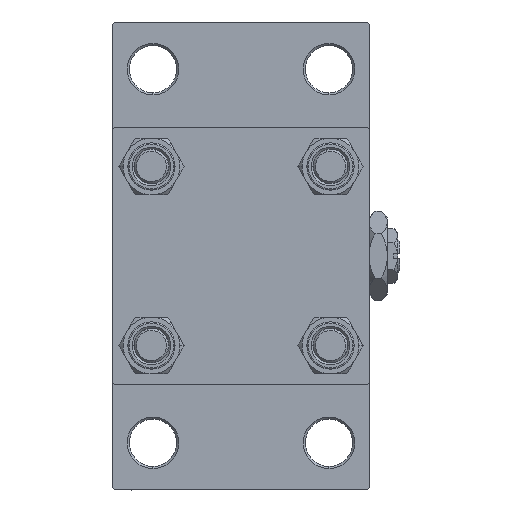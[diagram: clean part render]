
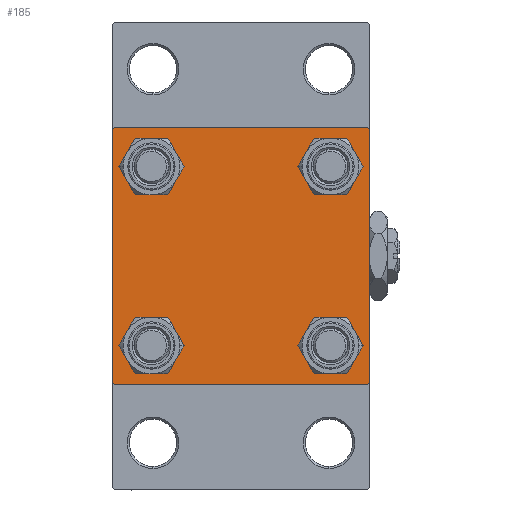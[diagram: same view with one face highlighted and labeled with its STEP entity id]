
A CAD part, left-side view. The second image highlights one B-rep face of the part: STEP entity #185.
In plain terms, the highlighted planar face has unit normal (-1, 0, 0).
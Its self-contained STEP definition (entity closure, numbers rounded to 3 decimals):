
#185 = ADVANCED_FACE ( 'NONE', ( #33271, #6762, #15494, #27499, #11988 ), #39001, .T. ) ;
#259 = EDGE_CURVE ( 'NONE', #29324, #7034, #30991, .T. ) ;
#311 = DIRECTION ( 'NONE',  ( 0., 0., 1. ) ) ;
#705 = CARTESIAN_POINT ( 'NONE',  ( 0., 20.85, -20.85 ) ) ;
#801 = ORIENTED_EDGE ( 'NONE', *, *, #259, .T. ) ;
#965 = DIRECTION ( 'NONE',  ( 0., -1., 0. ) ) ;
#1069 = CARTESIAN_POINT ( 'NONE',  ( 0., 29.5, 30. ) ) ;
#1354 = VERTEX_POINT ( 'NONE', #27585 ) ;
#1904 = CIRCLE ( 'NONE', #46662, 4.5 ) ;
#2550 = EDGE_LOOP ( 'NONE', ( #9912, #29772 ) ) ;
#3020 = LINE ( 'NONE', #34026, #36939 ) ;
#3750 = DIRECTION ( 'NONE',  ( 1., 0., 0. ) ) ;
#4229 = CARTESIAN_POINT ( 'NONE',  ( 0., -20.85, -16.35 ) ) ;
#4380 = CARTESIAN_POINT ( 'NONE',  ( 0., -29.5, 30. ) ) ;
#4537 = EDGE_LOOP ( 'NONE', ( #19685, #23665 ) ) ;
#4636 = LINE ( 'NONE', #22672, #48443 ) ;
#4721 = AXIS2_PLACEMENT_3D ( 'NONE', #33168, #24932, #36677 ) ;
#5469 = ORIENTED_EDGE ( 'NONE', *, *, #26894, .T. ) ;
#5816 = DIRECTION ( 'NONE',  ( 1., 0., 0. ) ) ;
#5911 = DIRECTION ( 'NONE',  ( 1., 0., 0. ) ) ;
#6280 = DIRECTION ( 'NONE',  ( 0., 0., 1. ) ) ;
#6762 = FACE_BOUND ( 'NONE', #14787, .T. ) ;
#7034 = VERTEX_POINT ( 'NONE', #12468 ) ;
#7662 = CIRCLE ( 'NONE', #33213, 4.5 ) ;
#7790 = CARTESIAN_POINT ( 'NONE',  ( 0., 20.85, -16.35 ) ) ;
#7996 = DIRECTION ( 'NONE',  ( 0., 0., 1. ) ) ;
#8326 = LINE ( 'NONE', #35079, #41627 ) ;
#8381 = AXIS2_PLACEMENT_3D ( 'NONE', #46097, #11817, #311 ) ;
#8421 = VERTEX_POINT ( 'NONE', #21399 ) ;
#9080 = CIRCLE ( 'NONE', #41956, 4.5 ) ;
#9216 = EDGE_CURVE ( 'NONE', #14204, #39534, #33770, .T. ) ;
#9328 = ORIENTED_EDGE ( 'NONE', *, *, #32508, .T. ) ;
#9838 = CARTESIAN_POINT ( 'NONE',  ( 0., -20.85, -25.35 ) ) ;
#9912 = ORIENTED_EDGE ( 'NONE', *, *, #37631, .T. ) ;
#11018 = DIRECTION ( 'NONE',  ( 0., -0.707, -0.707 ) ) ;
#11252 = CARTESIAN_POINT ( 'NONE',  ( 0., 20.85, 20.85 ) ) ;
#11680 = VERTEX_POINT ( 'NONE', #30759 ) ;
#11817 = DIRECTION ( 'NONE',  ( 1., 0., 0. ) ) ;
#11988 = FACE_OUTER_BOUND ( 'NONE', #31788, .T. ) ;
#12256 = CARTESIAN_POINT ( 'NONE',  ( 0., 30., -29.5 ) ) ;
#12468 = CARTESIAN_POINT ( 'NONE',  ( 0., -29.5, -30. ) ) ;
#12600 = VECTOR ( 'NONE', #26051, 1000. ) ;
#12667 = CARTESIAN_POINT ( 'NONE',  ( 0., -20.85, 20.85 ) ) ;
#12916 = DIRECTION ( 'NONE',  ( 1., 0., 0. ) ) ;
#14204 = VERTEX_POINT ( 'NONE', #35852 ) ;
#14787 = EDGE_LOOP ( 'NONE', ( #30407, #49248 ) ) ;
#14863 = DIRECTION ( 'NONE',  ( 0., 0., 1. ) ) ;
#15086 = CARTESIAN_POINT ( 'NONE',  ( 0., 30., 30. ) ) ;
#15171 = VECTOR ( 'NONE', #965, 1000. ) ;
#15494 = FACE_BOUND ( 'NONE', #2550, .T. ) ;
#15671 = CARTESIAN_POINT ( 'NONE',  ( 0., -29.75, 29.75 ) ) ;
#15833 = LINE ( 'NONE', #15086, #24105 ) ;
#16379 = VERTEX_POINT ( 'NONE', #18029 ) ;
#16570 = ORIENTED_EDGE ( 'NONE', *, *, #37474, .F. ) ;
#17069 = EDGE_CURVE ( 'NONE', #37410, #28607, #8326, .T. ) ;
#18029 = CARTESIAN_POINT ( 'NONE',  ( 0., 20.85, 16.35 ) ) ;
#18314 = VECTOR ( 'NONE', #41953, 1000. ) ;
#18867 = ORIENTED_EDGE ( 'NONE', *, *, #39464, .T. ) ;
#19685 = ORIENTED_EDGE ( 'NONE', *, *, #30651, .T. ) ;
#19744 = EDGE_CURVE ( 'NONE', #45744, #29324, #3020, .T. ) ;
#19942 = LINE ( 'NONE', #27691, #48611 ) ;
#21399 = CARTESIAN_POINT ( 'NONE',  ( 0., -30., -29.5 ) ) ;
#21449 = ORIENTED_EDGE ( 'NONE', *, *, #47495, .T. ) ;
#22277 = EDGE_LOOP ( 'NONE', ( #36162, #5469 ) ) ;
#22672 = CARTESIAN_POINT ( 'NONE',  ( 0., -29.75, -29.75 ) ) ;
#23389 = AXIS2_PLACEMENT_3D ( 'NONE', #705, #46503, #14863 ) ;
#23665 = ORIENTED_EDGE ( 'NONE', *, *, #44007, .T. ) ;
#24105 = VECTOR ( 'NONE', #27091, 1000. ) ;
#24932 = DIRECTION ( 'NONE',  ( 1., 0., 0. ) ) ;
#25155 = CIRCLE ( 'NONE', #8381, 4.5 ) ;
#25305 = CARTESIAN_POINT ( 'NONE',  ( 0., -20.85, 20.85 ) ) ;
#25361 = CARTESIAN_POINT ( 'NONE',  ( 0., 20.85, 25.35 ) ) ;
#25654 = DIRECTION ( 'NONE',  ( 0., 0., 1. ) ) ;
#26051 = DIRECTION ( 'NONE',  ( 0., 0.707, -0.707 ) ) ;
#26068 = VERTEX_POINT ( 'NONE', #43534 ) ;
#26228 = EDGE_CURVE ( 'NONE', #41595, #27748, #9080, .T. ) ;
#26894 = EDGE_CURVE ( 'NONE', #16379, #37992, #1904, .T. ) ;
#27091 = DIRECTION ( 'NONE',  ( 0., 0., -1. ) ) ;
#27499 = FACE_BOUND ( 'NONE', #22277, .T. ) ;
#27572 = DIRECTION ( 'NONE',  ( 0., -1., 0. ) ) ;
#27585 = CARTESIAN_POINT ( 'NONE',  ( 0., -20.85, 16.35 ) ) ;
#27691 = CARTESIAN_POINT ( 'NONE',  ( 0., -30., 30. ) ) ;
#27748 = VERTEX_POINT ( 'NONE', #9838 ) ;
#28607 = VERTEX_POINT ( 'NONE', #4380 ) ;
#28822 = EDGE_CURVE ( 'NONE', #37992, #16379, #25155, .T. ) ;
#29324 = VERTEX_POINT ( 'NONE', #35613 ) ;
#29772 = ORIENTED_EDGE ( 'NONE', *, *, #9216, .T. ) ;
#30289 = CARTESIAN_POINT ( 'NONE',  ( 0., 29.75, 29.75 ) ) ;
#30386 = CIRCLE ( 'NONE', #41570, 4.5 ) ;
#30407 = ORIENTED_EDGE ( 'NONE', *, *, #26228, .T. ) ;
#30651 = EDGE_CURVE ( 'NONE', #26068, #1354, #7662, .T. ) ;
#30682 = LINE ( 'NONE', #15671, #18314 ) ;
#30759 = CARTESIAN_POINT ( 'NONE',  ( 0., -30., 29.5 ) ) ;
#30991 = LINE ( 'NONE', #46995, #15171 ) ;
#31788 = EDGE_LOOP ( 'NONE', ( #21449, #36644, #801, #9328, #16570, #36631, #43685, #18867 ) ) ;
#31805 = CIRCLE ( 'NONE', #43819, 4.5 ) ;
#32508 = EDGE_CURVE ( 'NONE', #7034, #8421, #4636, .T. ) ;
#33168 = CARTESIAN_POINT ( 'NONE',  ( 0., 20.85, -20.85 ) ) ;
#33213 = AXIS2_PLACEMENT_3D ( 'NONE', #12667, #12916, #38955 ) ;
#33271 = FACE_BOUND ( 'NONE', #4537, .T. ) ;
#33770 = CIRCLE ( 'NONE', #23389, 4.5 ) ;
#34026 = CARTESIAN_POINT ( 'NONE',  ( 0., 29.75, -29.75 ) ) ;
#34762 = DIRECTION ( 'NONE',  ( -1., 0., 0. ) ) ;
#35079 = CARTESIAN_POINT ( 'NONE',  ( 0., 30., 30. ) ) ;
#35613 = CARTESIAN_POINT ( 'NONE',  ( 0., 29.5, -30. ) ) ;
#35852 = CARTESIAN_POINT ( 'NONE',  ( 0., 20.85, -25.35 ) ) ;
#36162 = ORIENTED_EDGE ( 'NONE', *, *, #28822, .T. ) ;
#36560 = DIRECTION ( 'NONE',  ( 1., 0., 0. ) ) ;
#36631 = ORIENTED_EDGE ( 'NONE', *, *, #41771, .T. ) ;
#36644 = ORIENTED_EDGE ( 'NONE', *, *, #19744, .T. ) ;
#36667 = CARTESIAN_POINT ( 'NONE',  ( 0., -20.85, -20.85 ) ) ;
#36677 = DIRECTION ( 'NONE',  ( 0., 0., 1. ) ) ;
#36939 = VECTOR ( 'NONE', #11018, 1000. ) ;
#37410 = VERTEX_POINT ( 'NONE', #1069 ) ;
#37474 = EDGE_CURVE ( 'NONE', #11680, #8421, #19942, .T. ) ;
#37561 = AXIS2_PLACEMENT_3D ( 'NONE', #38768, #34762, #7996 ) ;
#37631 = EDGE_CURVE ( 'NONE', #39534, #14204, #44643, .T. ) ;
#37992 = VERTEX_POINT ( 'NONE', #25361 ) ;
#38474 = DIRECTION ( 'NONE',  ( 0., 0., -1. ) ) ;
#38768 = CARTESIAN_POINT ( 'NONE',  ( 0., 0., 0. ) ) ;
#38955 = DIRECTION ( 'NONE',  ( 0., 0., 1. ) ) ;
#39001 = PLANE ( 'NONE',  #37561 ) ;
#39464 = EDGE_CURVE ( 'NONE', #37410, #42318, #45312, .T. ) ;
#39534 = VERTEX_POINT ( 'NONE', #7790 ) ;
#40135 = EDGE_CURVE ( 'NONE', #27748, #41595, #31805, .T. ) ;
#40831 = DIRECTION ( 'NONE',  ( 0., 0., 1. ) ) ;
#41570 = AXIS2_PLACEMENT_3D ( 'NONE', #25305, #36560, #6280 ) ;
#41595 = VERTEX_POINT ( 'NONE', #4229 ) ;
#41627 = VECTOR ( 'NONE', #27572, 1000. ) ;
#41771 = EDGE_CURVE ( 'NONE', #11680, #28607, #30682, .T. ) ;
#41953 = DIRECTION ( 'NONE',  ( 0., 0.707, 0.707 ) ) ;
#41956 = AXIS2_PLACEMENT_3D ( 'NONE', #36667, #5911, #25654 ) ;
#42318 = VERTEX_POINT ( 'NONE', #46990 ) ;
#42689 = DIRECTION ( 'NONE',  ( 0., -0.707, 0.707 ) ) ;
#43534 = CARTESIAN_POINT ( 'NONE',  ( 0., -20.85, 25.35 ) ) ;
#43685 = ORIENTED_EDGE ( 'NONE', *, *, #17069, .F. ) ;
#43819 = AXIS2_PLACEMENT_3D ( 'NONE', #48346, #5816, #40831 ) ;
#44007 = EDGE_CURVE ( 'NONE', #1354, #26068, #30386, .T. ) ;
#44643 = CIRCLE ( 'NONE', #4721, 4.5 ) ;
#45281 = DIRECTION ( 'NONE',  ( 0., 0., 1. ) ) ;
#45312 = LINE ( 'NONE', #30289, #12600 ) ;
#45744 = VERTEX_POINT ( 'NONE', #12256 ) ;
#46097 = CARTESIAN_POINT ( 'NONE',  ( 0., 20.85, 20.85 ) ) ;
#46503 = DIRECTION ( 'NONE',  ( 1., 0., 0. ) ) ;
#46662 = AXIS2_PLACEMENT_3D ( 'NONE', #11252, #3750, #45281 ) ;
#46990 = CARTESIAN_POINT ( 'NONE',  ( 0., 30., 29.5 ) ) ;
#46995 = CARTESIAN_POINT ( 'NONE',  ( 0., 30., -30. ) ) ;
#47495 = EDGE_CURVE ( 'NONE', #42318, #45744, #15833, .T. ) ;
#48346 = CARTESIAN_POINT ( 'NONE',  ( 0., -20.85, -20.85 ) ) ;
#48443 = VECTOR ( 'NONE', #42689, 1000. ) ;
#48611 = VECTOR ( 'NONE', #38474, 1000. ) ;
#49248 = ORIENTED_EDGE ( 'NONE', *, *, #40135, .T. ) ;
